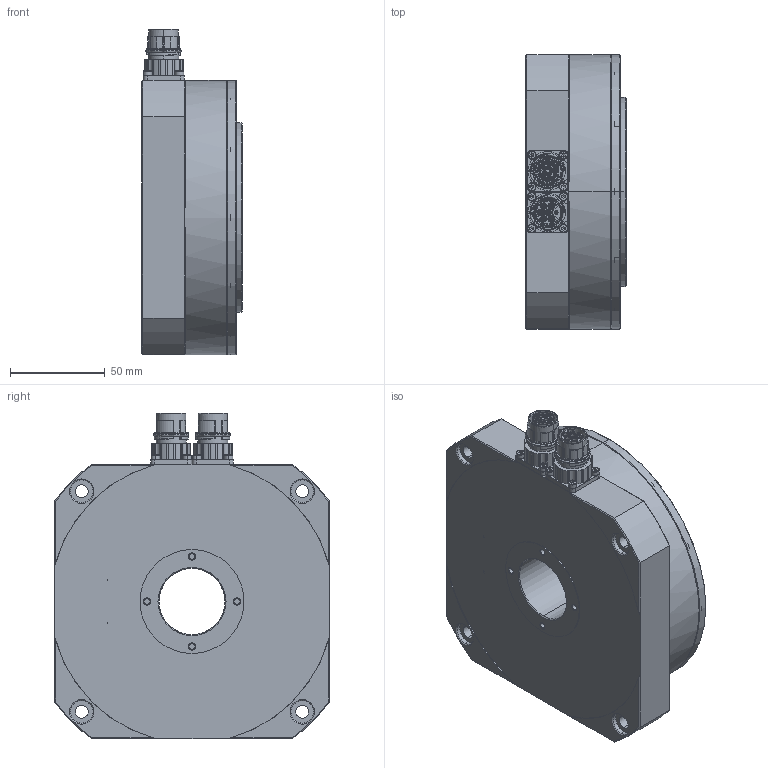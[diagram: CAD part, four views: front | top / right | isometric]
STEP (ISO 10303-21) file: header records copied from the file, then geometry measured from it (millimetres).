
FILE_DESCRIPTION (( 'STEP AP214' ), '1' );
FILE_NAME ('GTRTF.145.3.1.0.STEP', '2022-08-22T15:45:01', ( '' ), ( '' ), 'SwSTEP 2.0', 'SolidWorks 2018', '' );
FILE_SCHEMA (( 'AUTOMOTIVE_DESIGN' ));
Length unit declared in the file: millimetre
Products named in the file (7): AEGA874MR1000001A400; DIN 912-M4x12 Schwarz_DIN 912-M4x12 Schwarz; GTRTF.145.3.1-3.0 GP; GTRTF.145.3.1.0; DIN 912-M3x6 Schwarz_DIN 912-M3x6 Schwarz; DIN 912-M2,5x6 Schwarz_DIN 912-M2,5x6 Schwarz; BEGA878MR0800001A400
Assembly tree (39 placements, depth 2):
  GTRTF.145.3.1.0
    GTRTF.145.3.1-3.0 GP
    BEGA878MR0800001A400
    AEGA874MR1000001A400
    DIN 912-M2,5x6 Schwarz_DIN 912-M2,5x6 Schwarz  x8
    DIN 912-M3x6 Schwarz_DIN 912-M3x6 Schwarz  x20
    DIN 912-M4x12 Schwarz_DIN 912-M4x12 Schwarz  x8
Bounding box: 53 x 145 x 172 mm (x, y, z)
Volume: 865742.3 mm3; surface area: 93800.6 mm2
Topology: 37 solids, 50 shells, 3051 faces, 7098 edges, 4139 vertices
Faces by surface type: plane 937, cylinder 882, cone 571, bspline 384, torus 277
Entity records: 110888 total; most frequent: CARTESIAN_POINT 46302, ORIENTED_EDGE 10096, DIRECTION 9772, EDGE_CURVE 5048, AXIS2_PLACEMENT_3D 3996, VERTEX_POINT 3050, EDGE_LOOP 2334, CIRCLE 2177
